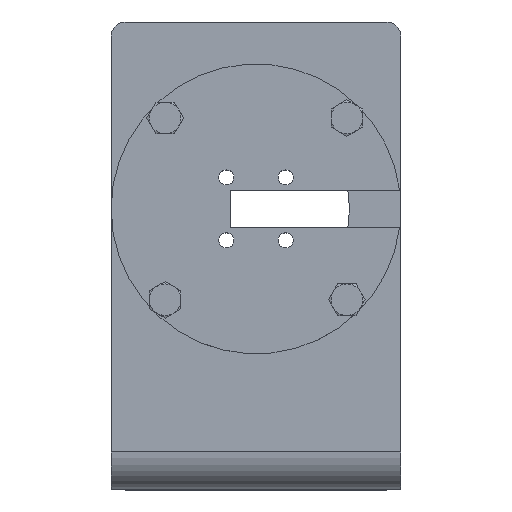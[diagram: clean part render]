
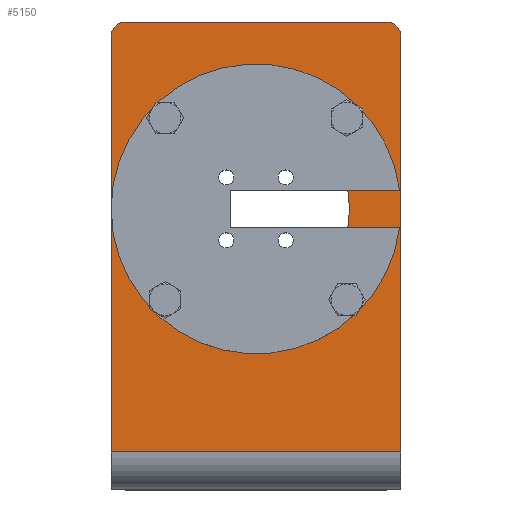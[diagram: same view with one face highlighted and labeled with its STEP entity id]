
A CAD part, top view. The second image highlights one B-rep face of the part: STEP entity #5150.
In plain terms, the highlighted planar face has unit normal (0, 0, 1).
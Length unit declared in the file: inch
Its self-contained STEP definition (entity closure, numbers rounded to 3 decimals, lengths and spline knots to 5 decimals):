
#6 = CARTESIAN_POINT ( 'NONE',  ( 1.22047, 3.14961, 0. ) ) ;
#59 = CIRCLE ( 'NONE', #5080, 0.08858 ) ;
#65 = FACE_BOUND ( 'NONE', #4104, .T. ) ;
#134 = VECTOR ( 'NONE', #1862, 39.37008 ) ;
#151 = ORIENTED_EDGE ( 'NONE', *, *, #5865, .T. ) ;
#161 = CIRCLE ( 'NONE', #3825, 0.7874 ) ;
#172 = DIRECTION ( 'NONE',  ( 0., 1., 0. ) ) ;
#194 = CARTESIAN_POINT ( 'NONE',  ( 2.44094, 0.31496, 0. ) ) ;
#223 = VERTEX_POINT ( 'NONE', #194 ) ;
#268 = ORIENTED_EDGE ( 'NONE', *, *, #5962, .T. ) ;
#367 = AXIS2_PLACEMENT_3D ( 'NONE', #1957, #2474, #6010 ) ;
#387 = VERTEX_POINT ( 'NONE', #5776 ) ;
#443 = DIRECTION ( 'NONE',  ( 0., 0., -1. ) ) ;
#497 = CIRCLE ( 'NONE', #2260, 0.08858 ) ;
#512 = VECTOR ( 'NONE', #2751, 39.37008 ) ;
#530 = FACE_BOUND ( 'NONE', #1596, .T. ) ;
#551 = EDGE_CURVE ( 'NONE', #3367, #4306, #4531, .T. ) ;
#564 = ORIENTED_EDGE ( 'NONE', *, *, #3126, .T. ) ;
#568 = CARTESIAN_POINT ( 'NONE',  ( 2.32283, 3.8189, 0. ) ) ;
#590 = CIRCLE ( 'NONE', #695, 0.11811 ) ;
#648 = CARTESIAN_POINT ( 'NONE',  ( 0., 0.31496, 0. ) ) ;
#695 = AXIS2_PLACEMENT_3D ( 'NONE', #568, #2550, #4572 ) ;
#696 = DIRECTION ( 'NONE',  ( 0., 1., 0. ) ) ;
#775 = LINE ( 'NONE', #648, #512 ) ;
#839 = CARTESIAN_POINT ( 'NONE',  ( 1.98604, 1.59664, 0. ) ) ;
#896 = CARTESIAN_POINT ( 'NONE',  ( 1.22047, 2.3622, 0. ) ) ;
#928 = DIRECTION ( 'NONE',  ( 0., 1., 0. ) ) ;
#961 = CARTESIAN_POINT ( 'NONE',  ( 1.98604, 1.59664, 0. ) ) ;
#990 = ORIENTED_EDGE ( 'NONE', *, *, #3882, .T. ) ;
#1038 = AXIS2_PLACEMENT_3D ( 'NONE', #4685, #2213, #6248 ) ;
#1053 = ORIENTED_EDGE ( 'NONE', *, *, #2460, .T. ) ;
#1076 = CARTESIAN_POINT ( 'NONE',  ( 2.44094, 0.31496, 0. ) ) ;
#1098 = AXIS2_PLACEMENT_3D ( 'NONE', #961, #443, #1423 ) ;
#1153 = DIRECTION ( 'NONE',  ( 0., 0., -1. ) ) ;
#1318 = VERTEX_POINT ( 'NONE', #5367 ) ;
#1353 = EDGE_CURVE ( 'NONE', #223, #5135, #5956, .T. ) ;
#1423 = DIRECTION ( 'NONE',  ( 0., 1., 0. ) ) ;
#1453 = DIRECTION ( 'NONE',  ( 0., 1., 0. ) ) ;
#1473 = CARTESIAN_POINT ( 'NONE',  ( 2.44094, 0.31496, 0. ) ) ;
#1541 = PLANE ( 'NONE',  #5388 ) ;
#1596 = EDGE_LOOP ( 'NONE', ( #564, #268 ) ) ;
#1605 = DIRECTION ( 'NONE',  ( 0., 0., -1. ) ) ;
#1610 = CARTESIAN_POINT ( 'NONE',  ( 1.22047, 2.3622, 0. ) ) ;
#1651 = VECTOR ( 'NONE', #6239, 39.37008 ) ;
#1663 = CARTESIAN_POINT ( 'NONE',  ( 1.98604, 3.12777, 0. ) ) ;
#1673 = EDGE_CURVE ( 'NONE', #5107, #1318, #2589, .T. ) ;
#1778 = DIRECTION ( 'NONE',  ( 0., 1., 0. ) ) ;
#1827 = VECTOR ( 'NONE', #4900, 39.37008 ) ;
#1862 = DIRECTION ( 'NONE',  ( 0., 1., 0. ) ) ;
#1908 = DIRECTION ( 'NONE',  ( 0., 0., -1. ) ) ;
#1957 = CARTESIAN_POINT ( 'NONE',  ( 0.4549, 1.59664, 0. ) ) ;
#2063 = FACE_BOUND ( 'NONE', #4038, .T. ) ;
#2121 = VERTEX_POINT ( 'NONE', #3693 ) ;
#2146 = EDGE_CURVE ( 'NONE', #6030, #3034, #2685, .T. ) ;
#2152 = EDGE_CURVE ( 'NONE', #5201, #5331, #775, .T. ) ;
#2213 = DIRECTION ( 'NONE',  ( 0., 0., -1. ) ) ;
#2217 = EDGE_LOOP ( 'NONE', ( #5056, #4746 ) ) ;
#2258 = ORIENTED_EDGE ( 'NONE', *, *, #4357, .F. ) ;
#2260 = AXIS2_PLACEMENT_3D ( 'NONE', #839, #3881, #2811 ) ;
#2351 = CIRCLE ( 'NONE', #1098, 0.08858 ) ;
#2460 = EDGE_CURVE ( 'NONE', #2667, #387, #6103, .T. ) ;
#2474 = DIRECTION ( 'NONE',  ( 0., 0., -1. ) ) ;
#2550 = DIRECTION ( 'NONE',  ( 0., 0., -1. ) ) ;
#2587 = EDGE_LOOP ( 'NONE', ( #990, #1053 ) ) ;
#2589 = CIRCLE ( 'NONE', #1038, 0.08858 ) ;
#2667 = VERTEX_POINT ( 'NONE', #4232 ) ;
#2685 = LINE ( 'NONE', #2716, #1651 ) ;
#2716 = CARTESIAN_POINT ( 'NONE',  ( 2.44094, 3.93701, 0. ) ) ;
#2751 = DIRECTION ( 'NONE',  ( 0., 1., 0. ) ) ;
#2811 = DIRECTION ( 'NONE',  ( 0., 1., 0. ) ) ;
#2882 = DIRECTION ( 'NONE',  ( 0., 0., -1. ) ) ;
#2885 = CARTESIAN_POINT ( 'NONE',  ( 2.44094, 0.31496, 0. ) ) ;
#2918 = CARTESIAN_POINT ( 'NONE',  ( 2.32283, 3.93701, 0. ) ) ;
#2952 = CARTESIAN_POINT ( 'NONE',  ( 0.4549, 3.12777, 0. ) ) ;
#2998 = AXIS2_PLACEMENT_3D ( 'NONE', #3952, #5026, #1453 ) ;
#3034 = VERTEX_POINT ( 'NONE', #5801 ) ;
#3037 = DIRECTION ( 'NONE',  ( -1., 0., 0. ) ) ;
#3081 = EDGE_CURVE ( 'NONE', #2121, #3831, #2351, .T. ) ;
#3104 = CIRCLE ( 'NONE', #3841, 0.11811 ) ;
#3126 = EDGE_CURVE ( 'NONE', #3933, #5739, #59, .T. ) ;
#3287 = CIRCLE ( 'NONE', #367, 0.08858 ) ;
#3367 = VERTEX_POINT ( 'NONE', #6 ) ;
#3507 = ORIENTED_EDGE ( 'NONE', *, *, #2152, .F. ) ;
#3552 = EDGE_CURVE ( 'NONE', #1318, #5107, #4463, .T. ) ;
#3664 = ORIENTED_EDGE ( 'NONE', *, *, #4960, .F. ) ;
#3693 = CARTESIAN_POINT ( 'NONE',  ( 1.98604, 1.50805, 0. ) ) ;
#3825 = AXIS2_PLACEMENT_3D ( 'NONE', #896, #2882, #928 ) ;
#3831 = VERTEX_POINT ( 'NONE', #4878 ) ;
#3841 = AXIS2_PLACEMENT_3D ( 'NONE', #3851, #6265, #1778 ) ;
#3851 = CARTESIAN_POINT ( 'NONE',  ( 0.11811, 3.8189, 0. ) ) ;
#3881 = DIRECTION ( 'NONE',  ( 0., 0., -1. ) ) ;
#3882 = EDGE_CURVE ( 'NONE', #387, #2667, #3287, .T. ) ;
#3933 = VERTEX_POINT ( 'NONE', #4615 ) ;
#3952 = CARTESIAN_POINT ( 'NONE',  ( 0.4549, 3.12777, 0. ) ) ;
#4032 = FACE_BOUND ( 'NONE', #2587, .T. ) ;
#4038 = EDGE_LOOP ( 'NONE', ( #6027, #6153 ) ) ;
#4072 = DIRECTION ( 'NONE',  ( 0., 0., -1. ) ) ;
#4104 = EDGE_LOOP ( 'NONE', ( #151, #5267 ) ) ;
#4204 = CARTESIAN_POINT ( 'NONE',  ( 2.44094, 3.8189, 0. ) ) ;
#4232 = CARTESIAN_POINT ( 'NONE',  ( 0.4549, 1.50805, 0. ) ) ;
#4252 = EDGE_LOOP ( 'NONE', ( #3664, #6241, #6016, #3507, #2258, #4969 ) ) ;
#4306 = VERTEX_POINT ( 'NONE', #5941 ) ;
#4357 = EDGE_CURVE ( 'NONE', #223, #5201, #5381, .T. ) ;
#4463 = CIRCLE ( 'NONE', #6001, 0.08858 ) ;
#4531 = CIRCLE ( 'NONE', #5551, 0.7874 ) ;
#4572 = DIRECTION ( 'NONE',  ( 0., -1., 0. ) ) ;
#4615 = CARTESIAN_POINT ( 'NONE',  ( 0.4549, 3.21636, 0. ) ) ;
#4646 = DIRECTION ( 'NONE',  ( 0., 1., 0. ) ) ;
#4685 = CARTESIAN_POINT ( 'NONE',  ( 1.98604, 3.12777, 0. ) ) ;
#4746 = ORIENTED_EDGE ( 'NONE', *, *, #4760, .T. ) ;
#4755 = CARTESIAN_POINT ( 'NONE',  ( 1.98604, 3.21636, 0. ) ) ;
#4760 = EDGE_CURVE ( 'NONE', #4306, #3367, #161, .T. ) ;
#4840 = CARTESIAN_POINT ( 'NONE',  ( 0., 3.8189, 0. ) ) ;
#4878 = CARTESIAN_POINT ( 'NONE',  ( 1.98604, 1.68522, 0. ) ) ;
#4900 = DIRECTION ( 'NONE',  ( -1., 0., 0. ) ) ;
#4943 = FACE_OUTER_BOUND ( 'NONE', #4252, .T. ) ;
#4960 = EDGE_CURVE ( 'NONE', #6030, #5135, #590, .T. ) ;
#4962 = DIRECTION ( 'NONE',  ( 0., 1., 0. ) ) ;
#4969 = ORIENTED_EDGE ( 'NONE', *, *, #1353, .T. ) ;
#4979 = CARTESIAN_POINT ( 'NONE',  ( 0., 0.31496, 0. ) ) ;
#5026 = DIRECTION ( 'NONE',  ( 0., 0., -1. ) ) ;
#5056 = ORIENTED_EDGE ( 'NONE', *, *, #551, .T. ) ;
#5080 = AXIS2_PLACEMENT_3D ( 'NONE', #2952, #1908, #4962 ) ;
#5107 = VERTEX_POINT ( 'NONE', #4755 ) ;
#5135 = VERTEX_POINT ( 'NONE', #4204 ) ;
#5150 = ADVANCED_FACE ( 'NONE', ( #4943, #5983, #530, #4032, #65, #2063 ), #1541, .F. ) ;
#5201 = VERTEX_POINT ( 'NONE', #4979 ) ;
#5267 = ORIENTED_EDGE ( 'NONE', *, *, #3081, .T. ) ;
#5331 = VERTEX_POINT ( 'NONE', #4840 ) ;
#5367 = CARTESIAN_POINT ( 'NONE',  ( 1.98604, 3.03919, 0. ) ) ;
#5381 = LINE ( 'NONE', #2885, #1827 ) ;
#5388 = AXIS2_PLACEMENT_3D ( 'NONE', #1076, #4072, #3037 ) ;
#5551 = AXIS2_PLACEMENT_3D ( 'NONE', #1610, #1153, #172 ) ;
#5652 = CARTESIAN_POINT ( 'NONE',  ( 0.4549, 1.59664, 0. ) ) ;
#5699 = CARTESIAN_POINT ( 'NONE',  ( 0.4549, 3.03919, 0. ) ) ;
#5739 = VERTEX_POINT ( 'NONE', #5699 ) ;
#5753 = EDGE_CURVE ( 'NONE', #5331, #3034, #3104, .T. ) ;
#5776 = CARTESIAN_POINT ( 'NONE',  ( 0.4549, 1.68522, 0. ) ) ;
#5801 = CARTESIAN_POINT ( 'NONE',  ( 0.11811, 3.93701, 0. ) ) ;
#5865 = EDGE_CURVE ( 'NONE', #3831, #2121, #497, .T. ) ;
#5941 = CARTESIAN_POINT ( 'NONE',  ( 1.22047, 1.5748, 0. ) ) ;
#5956 = LINE ( 'NONE', #1473, #134 ) ;
#5962 = EDGE_CURVE ( 'NONE', #5739, #3933, #6036, .T. ) ;
#5983 = FACE_BOUND ( 'NONE', #2217, .T. ) ;
#6001 = AXIS2_PLACEMENT_3D ( 'NONE', #1663, #6119, #4646 ) ;
#6010 = DIRECTION ( 'NONE',  ( 0., 1., 0. ) ) ;
#6016 = ORIENTED_EDGE ( 'NONE', *, *, #5753, .F. ) ;
#6027 = ORIENTED_EDGE ( 'NONE', *, *, #1673, .T. ) ;
#6030 = VERTEX_POINT ( 'NONE', #2918 ) ;
#6036 = CIRCLE ( 'NONE', #2998, 0.08858 ) ;
#6103 = CIRCLE ( 'NONE', #6424, 0.08858 ) ;
#6119 = DIRECTION ( 'NONE',  ( 0., 0., -1. ) ) ;
#6153 = ORIENTED_EDGE ( 'NONE', *, *, #3552, .T. ) ;
#6239 = DIRECTION ( 'NONE',  ( -1., 0., 0. ) ) ;
#6241 = ORIENTED_EDGE ( 'NONE', *, *, #2146, .T. ) ;
#6248 = DIRECTION ( 'NONE',  ( 0., 1., 0. ) ) ;
#6265 = DIRECTION ( 'NONE',  ( 0., 0., -1. ) ) ;
#6424 = AXIS2_PLACEMENT_3D ( 'NONE', #5652, #1605, #696 ) ;
